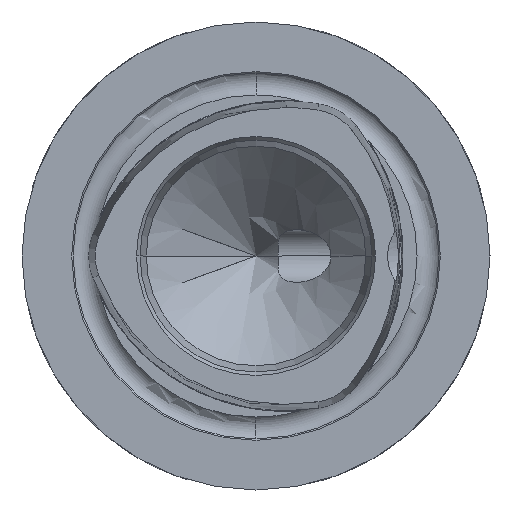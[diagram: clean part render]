
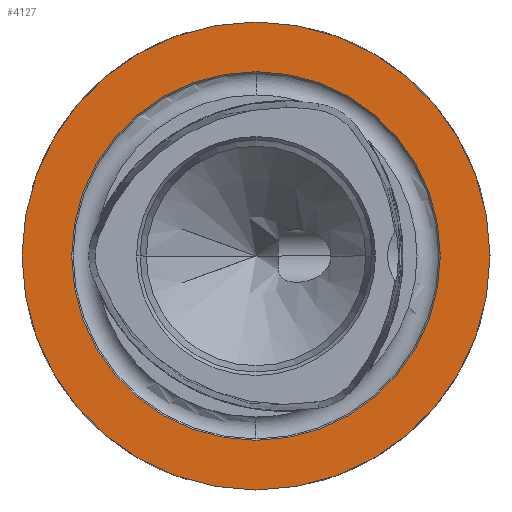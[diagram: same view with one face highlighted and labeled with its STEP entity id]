
A CAD part, left-side view. The second image highlights one B-rep face of the part: STEP entity #4127.
In plain terms, the highlighted planar face has unit normal (-1, 0, 0).
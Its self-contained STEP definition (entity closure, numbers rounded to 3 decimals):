
#193 = AXIS2_PLACEMENT_3D ( 'NONE', #907, #668, #3517 ) ;
#213 = AXIS2_PLACEMENT_3D ( 'NONE', #4746, #4739, #4734 ) ;
#363 = DIRECTION ( 'NONE',  ( 0., 0., -1. ) ) ;
#373 = DIRECTION ( 'NONE',  ( -1., 0., 0. ) ) ;
#380 = CARTESIAN_POINT ( 'NONE',  ( -15., 0., 0. ) ) ;
#668 = DIRECTION ( 'NONE',  ( 1., 0., 0. ) ) ;
#692 = VERTEX_POINT ( 'NONE', #6109 ) ;
#705 = VERTEX_POINT ( 'NONE', #6107 ) ;
#907 = CARTESIAN_POINT ( 'NONE',  ( -15., 0., 0. ) ) ;
#1024 = CARTESIAN_POINT ( 'NONE',  ( -15., 0., 0. ) ) ;
#1379 = EDGE_CURVE ( 'NONE', #692, #4073, #4521, .T. ) ;
#1852 = ORIENTED_EDGE ( 'NONE', *, *, #3739, .F. ) ;
#1990 = AXIS2_PLACEMENT_3D ( 'NONE', #6056, #5754, #5708 ) ;
#2118 = DIRECTION ( 'NONE',  ( 0., 0., -1. ) ) ;
#2271 = AXIS2_PLACEMENT_3D ( 'NONE', #1024, #5559, #2118 ) ;
#2783 = ORIENTED_EDGE ( 'NONE', *, *, #5059, .F. ) ;
#3229 = EDGE_LOOP ( 'NONE', ( #3600, #4209 ) ) ;
#3301 = EDGE_CURVE ( 'NONE', #4073, #692, #4699, .T. ) ;
#3517 = DIRECTION ( 'NONE',  ( 0., 0., -1. ) ) ;
#3593 = CIRCLE ( 'NONE', #2271, 16. ) ;
#3600 = ORIENTED_EDGE ( 'NONE', *, *, #1379, .F. ) ;
#3739 = EDGE_CURVE ( 'NONE', #5894, #705, #3593, .T. ) ;
#3870 = CARTESIAN_POINT ( 'NONE',  ( -15., 0., -16. ) ) ;
#4073 = VERTEX_POINT ( 'NONE', #6318 ) ;
#4127 = ADVANCED_FACE ( 'NONE', ( #6296, #5750 ), #5876, .F. ) ;
#4209 = ORIENTED_EDGE ( 'NONE', *, *, #3301, .F. ) ;
#4460 = AXIS2_PLACEMENT_3D ( 'NONE', #380, #373, #363 ) ;
#4521 = CIRCLE ( 'NONE', #213, 12.6 ) ;
#4699 = CIRCLE ( 'NONE', #4460, 12.6 ) ;
#4734 = DIRECTION ( 'NONE',  ( 0., 0., -1. ) ) ;
#4739 = DIRECTION ( 'NONE',  ( -1., 0., 0. ) ) ;
#4746 = CARTESIAN_POINT ( 'NONE',  ( -15., 0., 0. ) ) ;
#5059 = EDGE_CURVE ( 'NONE', #705, #5894, #6172, .T. ) ;
#5559 = DIRECTION ( 'NONE',  ( 1., 0., 0. ) ) ;
#5627 = EDGE_LOOP ( 'NONE', ( #2783, #1852 ) ) ;
#5708 = DIRECTION ( 'NONE',  ( 0., 0., -1. ) ) ;
#5750 = FACE_OUTER_BOUND ( 'NONE', #5627, .T. ) ;
#5754 = DIRECTION ( 'NONE',  ( 1., 0., 0. ) ) ;
#5876 = PLANE ( 'NONE',  #1990 ) ;
#5894 = VERTEX_POINT ( 'NONE', #3870 ) ;
#6056 = CARTESIAN_POINT ( 'NONE',  ( -15., 0., 0. ) ) ;
#6107 = CARTESIAN_POINT ( 'NONE',  ( -15., 0., 16. ) ) ;
#6109 = CARTESIAN_POINT ( 'NONE',  ( -15., 0., 12.6 ) ) ;
#6172 = CIRCLE ( 'NONE', #193, 16. ) ;
#6296 = FACE_BOUND ( 'NONE', #3229, .T. ) ;
#6318 = CARTESIAN_POINT ( 'NONE',  ( -15., 0., -12.6 ) ) ;
